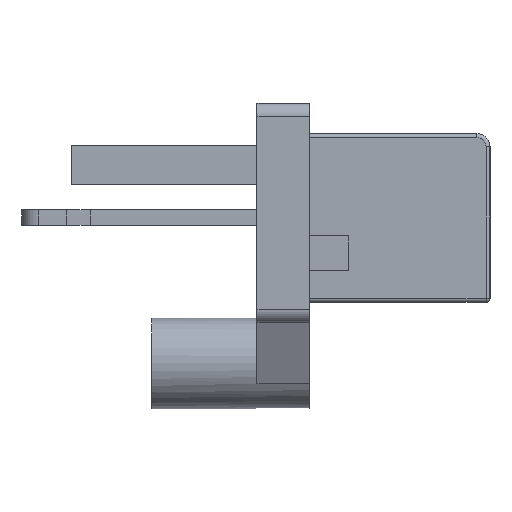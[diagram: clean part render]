
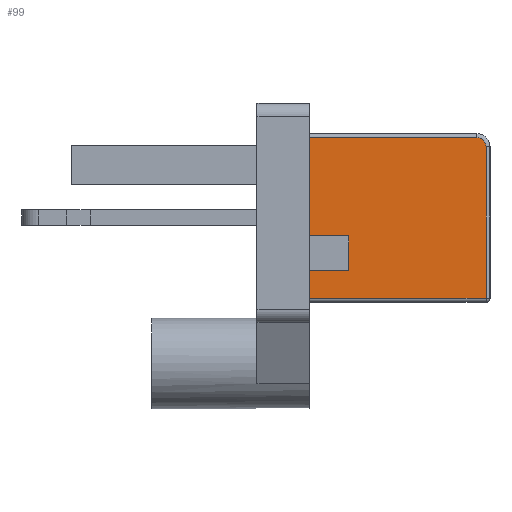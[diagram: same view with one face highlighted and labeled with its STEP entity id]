
A CAD part, left-side view. The second image highlights one B-rep face of the part: STEP entity #99.
In plain terms, the highlighted planar face has unit normal (-1, 0, 0).
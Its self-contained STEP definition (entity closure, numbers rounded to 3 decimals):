
#99 = ADVANCED_FACE( '', ( #1158 ), #1159, .T. );
#1158 = FACE_OUTER_BOUND( '', #3285, .T. );
#1159 = PLANE( '', #3286 );
#3285 = EDGE_LOOP( '', ( #7425, #7426, #7427, #7428, #7429, #7430, #7431, #7432, #7433 ) );
#3286 = AXIS2_PLACEMENT_3D( '', #7434, #7435, #7436 );
#7425 = ORIENTED_EDGE( '', *, *, #16369, .F. );
#7426 = ORIENTED_EDGE( '', *, *, #16456, .T. );
#7427 = ORIENTED_EDGE( '', *, *, #16457, .T. );
#7428 = ORIENTED_EDGE( '', *, *, #16458, .T. );
#7429 = ORIENTED_EDGE( '', *, *, #16459, .T. );
#7430 = ORIENTED_EDGE( '', *, *, #16371, .F. );
#7431 = ORIENTED_EDGE( '', *, *, #16460, .F. );
#7432 = ORIENTED_EDGE( '', *, *, #16461, .F. );
#7433 = ORIENTED_EDGE( '', *, *, #16462, .T. );
#7434 = CARTESIAN_POINT( '', ( -6., -16.75, 11.85 ) );
#7435 = DIRECTION( '', ( -1., 0., 0. ) );
#7436 = DIRECTION( '', ( 0., -1., 0. ) );
#16369 = EDGE_CURVE( '', #19545, #19547, #19548, .T. );
#16371 = EDGE_CURVE( '', #19549, #19551, #19552, .T. );
#16456 = EDGE_CURVE( '', #19545, #19713, #19714, .T. );
#16457 = EDGE_CURVE( '', #19713, #19715, #19716, .T. );
#16458 = EDGE_CURVE( '', #19715, #19717, #19718, .T. );
#16459 = EDGE_CURVE( '', #19717, #19551, #19719, .T. );
#16460 = EDGE_CURVE( '', #19720, #19549, #19721, .T. );
#16461 = EDGE_CURVE( '', #19722, #19720, #19723, .T. );
#16462 = EDGE_CURVE( '', #19722, #19547, #19724, .T. );
#19545 = VERTEX_POINT( '', #24594 );
#19547 = VERTEX_POINT( '', #24596 );
#19548 = LINE( '', #24597, #24598 );
#19549 = VERTEX_POINT( '', #24599 );
#19551 = VERTEX_POINT( '', #24602 );
#19552 = LINE( '', #24603, #24604 );
#19713 = VERTEX_POINT( '', #24857 );
#19714 = LINE( '', #24858, #24859 );
#19715 = VERTEX_POINT( '', #24860 );
#19716 = LINE( '', #24861, #24862 );
#19717 = VERTEX_POINT( '', #24863 );
#19718 = CIRCLE( '', #24864, 0.7 );
#19719 = LINE( '', #24865, #24866 );
#19720 = VERTEX_POINT( '', #24867 );
#19721 = LINE( '', #24868, #24869 );
#19722 = VERTEX_POINT( '', #24870 );
#19723 = LINE( '', #24871, #24872 );
#19724 = LINE( '', #24873, #24874 );
#24594 = CARTESIAN_POINT( '', ( -6., -4., 0.3 ) );
#24596 = CARTESIAN_POINT( '', ( -6., -4., 2.45 ) );
#24597 = CARTESIAN_POINT( '', ( -6., -4., -1.55 ) );
#24598 = VECTOR( '', #33769, 1000. );
#24599 = CARTESIAN_POINT( '', ( -6., -4., 5.05 ) );
#24602 = CARTESIAN_POINT( '', ( -6., -4., 12.55 ) );
#24603 = CARTESIAN_POINT( '', ( -6., -4., -1.55 ) );
#24604 = VECTOR( '', #33771, 1000. );
#24857 = CARTESIAN_POINT( '', ( -6., -17.45, 0.3 ) );
#24858 = CARTESIAN_POINT( '', ( -6., -16.75, 0.3 ) );
#24859 = VECTOR( '', #33890, 1000. );
#24860 = CARTESIAN_POINT( '', ( -6., -17.45, 11.85 ) );
#24861 = CARTESIAN_POINT( '', ( -6., -17.45, 11.85 ) );
#24862 = VECTOR( '', #33891, 1000. );
#24863 = CARTESIAN_POINT( '', ( -6., -16.75, 12.55 ) );
#24864 = AXIS2_PLACEMENT_3D( '', #33892, #33893, #33894 );
#24865 = CARTESIAN_POINT( '', ( -6., -16.75, 12.55 ) );
#24866 = VECTOR( '', #33895, 1000. );
#24867 = CARTESIAN_POINT( '', ( -6., -7., 5.05 ) );
#24868 = CARTESIAN_POINT( '', ( -6., -7., 5.05 ) );
#24869 = VECTOR( '', #33896, 1000. );
#24870 = CARTESIAN_POINT( '', ( -6., -7., 2.45 ) );
#24871 = CARTESIAN_POINT( '', ( -6., -7., 2.45 ) );
#24872 = VECTOR( '', #33897, 1000. );
#24873 = CARTESIAN_POINT( '', ( -6., -7., 2.45 ) );
#24874 = VECTOR( '', #33898, 1000. );
#33769 = DIRECTION( '', ( 0., 0., 1. ) );
#33771 = DIRECTION( '', ( 0., 0., 1. ) );
#33890 = DIRECTION( '', ( 0., -1., 0. ) );
#33891 = DIRECTION( '', ( 0., 0., 1. ) );
#33892 = CARTESIAN_POINT( '', ( -6., -16.75, 11.85 ) );
#33893 = DIRECTION( '', ( -1., 0., 0. ) );
#33894 = DIRECTION( '', ( 0., -1., 0. ) );
#33895 = DIRECTION( '', ( 0., 1., 0. ) );
#33896 = DIRECTION( '', ( 0., 1., 0. ) );
#33897 = DIRECTION( '', ( 0., 0., 1. ) );
#33898 = DIRECTION( '', ( 0., 1., 0. ) );
